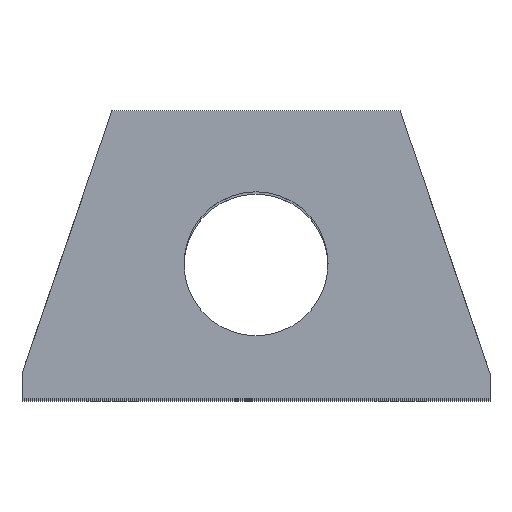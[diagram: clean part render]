
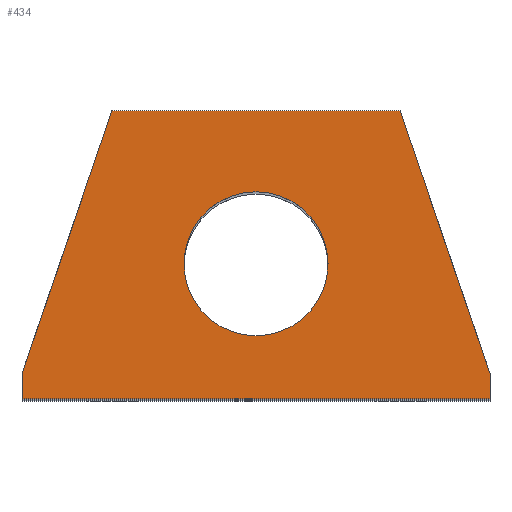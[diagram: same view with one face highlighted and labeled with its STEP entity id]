
A CAD part, top view. The second image highlights one B-rep face of the part: STEP entity #434.
In plain terms, the highlighted face is planar.
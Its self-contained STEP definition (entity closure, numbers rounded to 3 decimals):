
#18=DIRECTION('',(0.,-1.,0.));
#19=VECTOR('',#18,7.);
#20=CARTESIAN_POINT('',(65.,7.,0.));
#21=LINE('',#20,#19);
#97=CARTESIAN_POINT('',(0.,37.5,0.));
#98=DIRECTION('',(0.,0.,1.));
#99=DIRECTION('',(1.,0.,0.));
#100=AXIS2_PLACEMENT_3D('',#97,#98,#99);
#102=CARTESIAN_POINT('',(0.,37.5,0.));
#103=DIRECTION('',(0.,0.,1.));
#104=DIRECTION('',(-1.,0.,0.));
#105=AXIS2_PLACEMENT_3D('',#102,#103,#104);
#107=DIRECTION('',(0.324,0.946,0.));
#108=VECTOR('',#107,77.162);
#109=CARTESIAN_POINT('',(-65.,7.,0.));
#110=LINE('',#109,#108);
#111=DIRECTION('',(0.324,-0.946,0.));
#112=VECTOR('',#111,77.162);
#113=CARTESIAN_POINT('',(40.,80.,0.));
#114=LINE('',#113,#112);
#115=DIRECTION('',(-1.,0.,0.));
#116=VECTOR('',#115,80.);
#117=CARTESIAN_POINT('',(40.,80.,0.));
#118=LINE('',#117,#116);
#144=DIRECTION('',(0.,-1.,0.));
#145=VECTOR('',#144,7.);
#146=CARTESIAN_POINT('',(-65.,7.,0.));
#147=LINE('',#146,#145);
#176=DIRECTION('',(-1.,0.,0.));
#177=VECTOR('',#176,130.);
#178=CARTESIAN_POINT('',(65.,0.,0.));
#179=LINE('',#178,#177);
#260=CARTESIAN_POINT('',(65.,0.,0.));
#262=VERTEX_POINT('',#260);
#268=CARTESIAN_POINT('',(-65.,0.,0.));
#270=VERTEX_POINT('',#268);
#292=CARTESIAN_POINT('',(20.,37.5,0.));
#293=CARTESIAN_POINT('',(-20.,37.5,0.));
#294=VERTEX_POINT('',#292);
#295=VERTEX_POINT('',#293);
#300=CARTESIAN_POINT('',(-65.,7.,0.));
#302=VERTEX_POINT('',#300);
#304=CARTESIAN_POINT('',(-40.,80.,0.));
#305=VERTEX_POINT('',#304);
#311=CARTESIAN_POINT('',(40.,80.,0.));
#312=VERTEX_POINT('',#311);
#319=CARTESIAN_POINT('',(65.,7.,0.));
#321=VERTEX_POINT('',#319);
#412=CARTESIAN_POINT('',(65.,80.,0.));
#413=DIRECTION('',(0.,0.,-1.));
#414=DIRECTION('',(0.,-1.,0.));
#415=AXIS2_PLACEMENT_3D('',#412,#413,#414);
#416=PLANE('',#415);
#418=ORIENTED_EDGE('',*,*,#417,.F.);
#420=ORIENTED_EDGE('',*,*,#419,.T.);
#422=ORIENTED_EDGE('',*,*,#421,.F.);
#423=ORIENTED_EDGE('',*,*,#330,.F.);
#424=ORIENTED_EDGE('',*,*,#357,.F.);
#426=ORIENTED_EDGE('',*,*,#425,.T.);
#427=EDGE_LOOP('',(#418,#420,#422,#423,#424,#426));
#428=FACE_OUTER_BOUND('',#427,.F.);
#429=ORIENTED_EDGE('',*,*,#402,.F.);
#431=ORIENTED_EDGE('',*,*,#430,.F.);
#432=EDGE_LOOP('',(#429,#431));
#433=FACE_BOUND('',#432,.F.);
#434=ADVANCED_FACE('',(#428,#433),#416,.T.);
#101=CIRCLE('',#100,20.);
#106=CIRCLE('',#105,20.);
#330=EDGE_CURVE('',#321,#262,#21,.T.);
#357=EDGE_CURVE('',#312,#321,#114,.T.);
#402=EDGE_CURVE('',#294,#295,#101,.T.);
#417=EDGE_CURVE('',#302,#305,#110,.T.);
#419=EDGE_CURVE('',#302,#270,#147,.T.);
#421=EDGE_CURVE('',#262,#270,#179,.T.);
#425=EDGE_CURVE('',#312,#305,#118,.T.);
#430=EDGE_CURVE('',#295,#294,#106,.T.);
